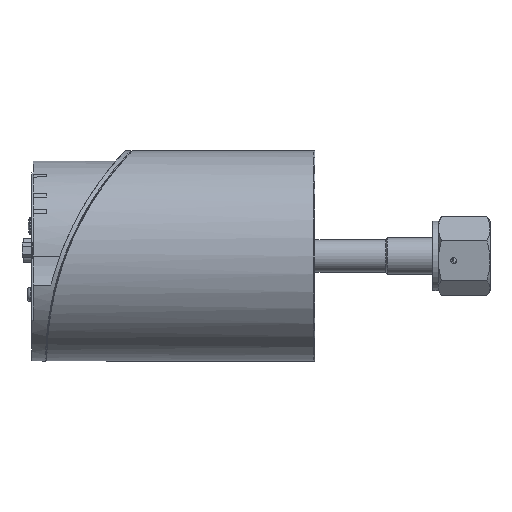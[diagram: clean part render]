
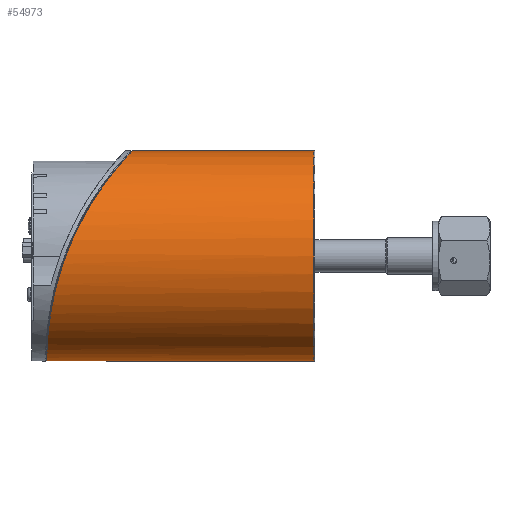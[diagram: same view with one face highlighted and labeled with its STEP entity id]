
A CAD part, left-side view. The second image highlights one B-rep face of the part: STEP entity #54973.
In plain terms, the highlighted cylindrical face has radius 41 mm (diameter 82 mm), a full revolution.
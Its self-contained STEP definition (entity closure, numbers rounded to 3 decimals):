
#1991=CIRCLE('',#58280,41.);
#1993=CIRCLE('',#58282,41.);
#3270=B_SPLINE_CURVE_WITH_KNOTS('',3,(#95521,#95522,#95523,#95524,#95525,
#95526,#95527,#95528,#95529,#95530,#95531,#95532,#95533),.UNSPECIFIED.,
 .F.,.F.,(4,1,1,1,1,1,1,1,1,1,4),(-26.603,-26.128,-25.653,
-25.178,-24.703,-23.753,-22.803,
-22.169,-21.536,-20.269,-19.712),
 .UNSPECIFIED.);
#3271=B_SPLINE_CURVE_WITH_KNOTS('',3,(#95534,#95535,#95536,#95537,#95538,
#95539,#95540,#95541,#95542,#95543,#95544,#95545,#95546,#95547,#95548,#95549,
#95550,#95551,#95552,#95553,#95554,#95555,#95556,#95557,#95558),
 .UNSPECIFIED.,.F.,.F.,(4,1,1,1,1,1,1,1,1,1,1,1,1,1,1,1,1,1,1,1,1,1,4),
(-19.712,-19.636,-19.002,-17.735,
-16.469,-15.202,-13.935,-12.668,
-11.401,-10.135,-8.868,-7.601,
-6.967,-6.334,-5.067,-4.434,
-3.8,-2.85,-1.9,-1.425,
-0.95,-0.475,0.),.UNSPECIFIED.);
#3699=CYLINDRICAL_SURFACE('',#58283,41.);
#6325=FACE_OUTER_BOUND('',#9359,.T.);
#9359=EDGE_LOOP('',(#46459,#46460,#46461,#46462,#46463,#46464));
#14700=LINE('',#95519,#19961);
#19961=VECTOR('',#69847,41.);
#24826=VERTEX_POINT('',#95512);
#24827=VERTEX_POINT('',#95513);
#24828=VERTEX_POINT('',#95518);
#24829=VERTEX_POINT('',#95520);
#32221=EDGE_CURVE('',#24826,#24827,#1991,.T.);
#32223=EDGE_CURVE('',#24827,#24826,#1993,.T.);
#32224=EDGE_CURVE('',#24826,#24828,#14700,.T.);
#32225=EDGE_CURVE('',#24829,#24828,#3270,.T.);
#32226=EDGE_CURVE('',#24828,#24829,#3271,.T.);
#46459=ORIENTED_EDGE('',*,*,#32221,.F.);
#46460=ORIENTED_EDGE('',*,*,#32224,.T.);
#46461=ORIENTED_EDGE('',*,*,#32225,.F.);
#46462=ORIENTED_EDGE('',*,*,#32226,.F.);
#46463=ORIENTED_EDGE('',*,*,#32224,.F.);
#46464=ORIENTED_EDGE('',*,*,#32223,.F.);
#54973=ADVANCED_FACE('',(#6325),#3699,.T.);
#58280=AXIS2_PLACEMENT_3D('',#95514,#69839,#69840);
#58282=AXIS2_PLACEMENT_3D('',#95516,#69843,#69844);
#58283=AXIS2_PLACEMENT_3D('',#95517,#69845,#69846);
#69839=DIRECTION('center_axis',(0.,-1.,0.));
#69840=DIRECTION('ref_axis',(-1.,0.,0.));
#69843=DIRECTION('center_axis',(0.,-1.,0.));
#69844=DIRECTION('ref_axis',(-1.,0.,0.));
#69845=DIRECTION('center_axis',(0.,-1.,0.));
#69846=DIRECTION('ref_axis',(-1.,0.,0.));
#69847=DIRECTION('',(0.,1.,0.));
#95512=CARTESIAN_POINT('',(41.,-68.6,0.));
#95513=CARTESIAN_POINT('',(-41.,-68.6,0.));
#95514=CARTESIAN_POINT('Origin',(0.,-68.6,
0.));
#95516=CARTESIAN_POINT('Origin',(0.,-68.6,
0.));
#95517=CARTESIAN_POINT('Origin',(0.,40.8,
0.));
#95518=CARTESIAN_POINT('',(41.,28.163,0.001));
#95519=CARTESIAN_POINT('',(41.,40.8,0.));
#95520=CARTESIAN_POINT('',(0.,2.167,41.));
#95521=CARTESIAN_POINT('Ctrl Pts',(0.,2.167,
41.));
#95522=CARTESIAN_POINT('Ctrl Pts',(1.057,2.167,41.));
#95523=CARTESIAN_POINT('Ctrl Pts',(3.187,2.247,40.918));
#95524=CARTESIAN_POINT('Ctrl Pts',(6.597,2.632,40.522));
#95525=CARTESIAN_POINT('Ctrl Pts',(10.654,3.442,39.679));
#95526=CARTESIAN_POINT('Ctrl Pts',(16.679,5.294,37.695));
#95527=CARTESIAN_POINT('Ctrl Pts',(23.855,8.717,33.826));
#95528=CARTESIAN_POINT('Ctrl Pts',(30.338,13.255,27.976));
#95529=CARTESIAN_POINT('Ctrl Pts',(34.786,17.282,22.001));
#95530=CARTESIAN_POINT('Ctrl Pts',(38.589,21.582,14.817));
#95531=CARTESIAN_POINT('Ctrl Pts',(40.622,25.215,7.479));
#95532=CARTESIAN_POINT('Ctrl Pts',(41.,27.504,1.767));
#95533=CARTESIAN_POINT('Ctrl Pts',(41.,28.163,0.001));
#95534=CARTESIAN_POINT('Ctrl Pts',(41.,28.163,0.001));
#95535=CARTESIAN_POINT('Ctrl Pts',(41.,28.253,-0.241));
#95536=CARTESIAN_POINT('Ctrl Pts',(40.981,29.085,-2.494));
#95537=CARTESIAN_POINT('Ctrl Pts',(40.4,31.22,-8.867));
#95538=CARTESIAN_POINT('Ctrl Pts',(37.12,33.67,-18.921));
#95539=CARTESIAN_POINT('Ctrl Pts',(29.505,35.13,-29.442));
#95540=CARTESIAN_POINT('Ctrl Pts',(18.938,35.573,-37.133));
#95541=CARTESIAN_POINT('Ctrl Pts',(6.528,35.598,-41.167));
#95542=CARTESIAN_POINT('Ctrl Pts',(-6.527,35.598,-41.167));
#95543=CARTESIAN_POINT('Ctrl Pts',(-18.938,35.573,-37.133));
#95544=CARTESIAN_POINT('Ctrl Pts',(-29.507,35.13,-29.44));
#95545=CARTESIAN_POINT('Ctrl Pts',(-37.118,33.67,-18.923));
#95546=CARTESIAN_POINT('Ctrl Pts',(-40.401,31.22,-8.866));
#95547=CARTESIAN_POINT('Ctrl Pts',(-41.144,28.483,-0.697));
#95548=CARTESIAN_POINT('Ctrl Pts',(-40.686,25.327,7.252));
#95549=CARTESIAN_POINT('Ctrl Pts',(-38.589,21.582,14.817));
#95550=CARTESIAN_POINT('Ctrl Pts',(-34.786,17.282,22.001));
#95551=CARTESIAN_POINT('Ctrl Pts',(-30.338,13.255,27.976));
#95552=CARTESIAN_POINT('Ctrl Pts',(-23.855,8.717,33.826));
#95553=CARTESIAN_POINT('Ctrl Pts',(-16.679,5.294,37.695));
#95554=CARTESIAN_POINT('Ctrl Pts',(-10.654,3.442,39.679));
#95555=CARTESIAN_POINT('Ctrl Pts',(-6.597,2.632,40.522));
#95556=CARTESIAN_POINT('Ctrl Pts',(-3.187,2.247,40.918));
#95557=CARTESIAN_POINT('Ctrl Pts',(-1.057,2.167,41.));
#95558=CARTESIAN_POINT('Ctrl Pts',(0.,2.167,
41.));
